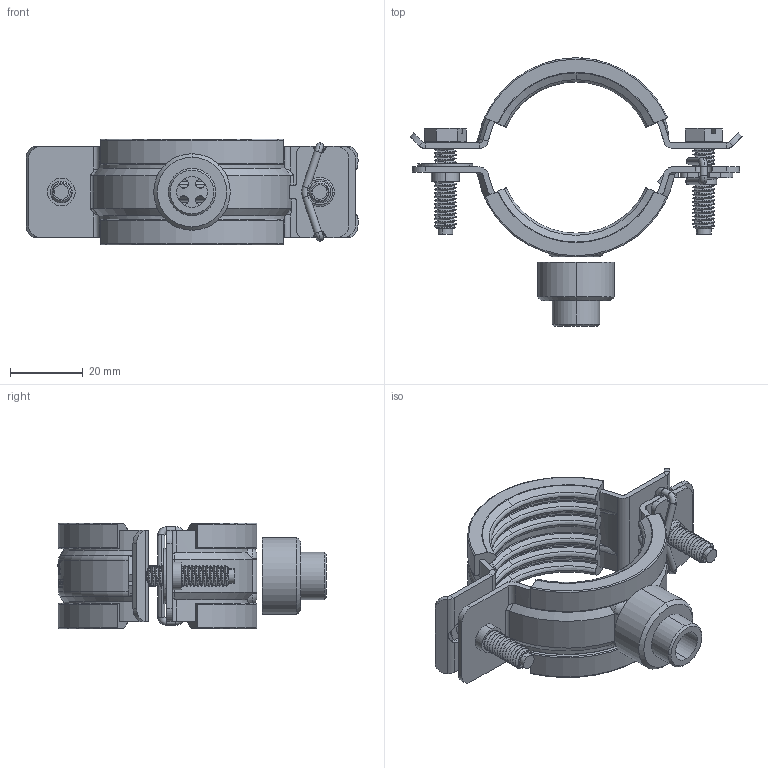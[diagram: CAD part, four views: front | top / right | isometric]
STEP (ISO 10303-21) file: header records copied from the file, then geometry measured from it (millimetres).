
FILE_DESCRIPTION (( 'STEP AP203' ), '1' );
FILE_NAME ('50.505RK.STEP', '2024-03-25T07:51:44', ( '' ), ( '' ), 'SwSTEP 2.0', 'SolidWorks 2023', '' );
FILE_SCHEMA (( 'CONFIG_CONTROL_DESIGN' ));
Length unit declared in the file: millimetre
Products named in the file (1): 50.505RK
Bounding box: 91.05 x 73.59 x 29 mm (x, y, z)
Surface area: 24871.3 mm2 (no closed solid volume)
Topology: 0 solids, 10 shells, 667 faces, 2413 edges, 1705 vertices
Faces by surface type: cylinder 224, plane 186, bspline 103, torus 84, cone 68, sphere 2
Entity records: 36660 total; most frequent: CARTESIAN_POINT 18070, ORIENTED_EDGE 4106, DIRECTION 3319, EDGE_CURVE 2411, VERTEX_POINT 1705, AXIS2_PLACEMENT_3D 1291, B_SPLINE_CURVE_WITH_KNOTS 740, LINE 737
